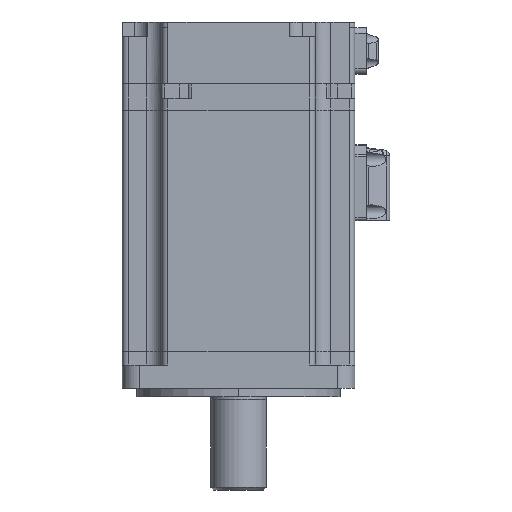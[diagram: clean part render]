
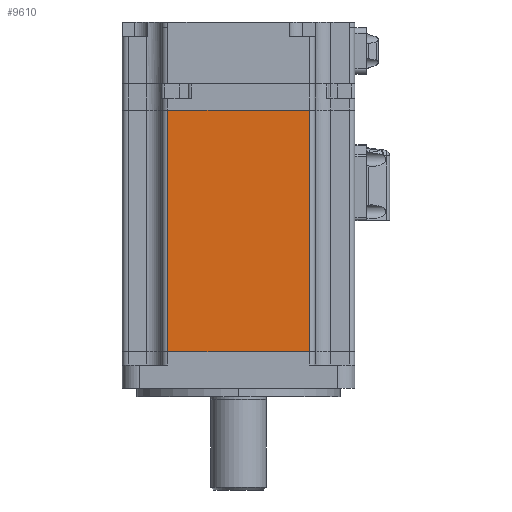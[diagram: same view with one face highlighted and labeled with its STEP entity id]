
A CAD part, front view. The second image highlights one B-rep face of the part: STEP entity #9610.
In plain terms, the highlighted planar face has unit normal (0, -1, 0).
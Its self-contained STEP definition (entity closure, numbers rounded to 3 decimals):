
#29 = CARTESIAN_POINT ( 'NONE',  ( 2.351, 43.954, 32.207 ) ) ;
#353 = PLANE ( 'NONE',  #553 ) ;
#553 = AXIS2_PLACEMENT_3D ( 'NONE', #1276, #2191, #8469 ) ;
#1011 = VECTOR ( 'NONE', #9975, 1000. ) ;
#1251 = FACE_OUTER_BOUND ( 'NONE', #11648, .T. ) ;
#1276 = CARTESIAN_POINT ( 'NONE',  ( 2.351, 43.954, 115.407 ) ) ;
#1278 = CARTESIAN_POINT ( 'NONE',  ( 2.351, 43.954, 115.407 ) ) ;
#1517 = CARTESIAN_POINT ( 'NONE',  ( 50.951, 43.954, 32.207 ) ) ;
#1747 = VECTOR ( 'NONE', #3110, 1000. ) ;
#2080 = ORIENTED_EDGE ( 'NONE', *, *, #2718, .F. ) ;
#2191 = DIRECTION ( 'NONE',  ( 0., 1., 0. ) ) ;
#2273 = EDGE_CURVE ( 'NONE', #5062, #4728, #11647, .T. ) ;
#2718 = EDGE_CURVE ( 'NONE', #3497, #5928, #6838, .T. ) ;
#3110 = DIRECTION ( 'NONE',  ( 0., 0., -1. ) ) ;
#3497 = VERTEX_POINT ( 'NONE', #4358 ) ;
#3886 = VECTOR ( 'NONE', #9561, 1000. ) ;
#4358 = CARTESIAN_POINT ( 'NONE',  ( 50.951, 43.954, 115.407 ) ) ;
#4728 = VERTEX_POINT ( 'NONE', #9474 ) ;
#4965 = VECTOR ( 'NONE', #5473, 1000. ) ;
#5025 = CARTESIAN_POINT ( 'NONE',  ( 2.351, 43.954, 115.407 ) ) ;
#5062 = VERTEX_POINT ( 'NONE', #1278 ) ;
#5473 = DIRECTION ( 'NONE',  ( 1., 0., 0. ) ) ;
#5673 = EDGE_CURVE ( 'NONE', #5062, #3497, #10589, .T. ) ;
#5928 = VERTEX_POINT ( 'NONE', #1517 ) ;
#6704 = EDGE_CURVE ( 'NONE', #4728, #5928, #7347, .T. ) ;
#6838 = LINE ( 'NONE', #9937, #1747 ) ;
#7347 = LINE ( 'NONE', #29, #4965 ) ;
#7683 = ORIENTED_EDGE ( 'NONE', *, *, #6704, .T. ) ;
#8020 = CARTESIAN_POINT ( 'NONE',  ( 2.351, 43.954, 115.407 ) ) ;
#8044 = ORIENTED_EDGE ( 'NONE', *, *, #2273, .T. ) ;
#8469 = DIRECTION ( 'NONE',  ( -1., 0., 0. ) ) ;
#9474 = CARTESIAN_POINT ( 'NONE',  ( 2.351, 43.954, 32.207 ) ) ;
#9561 = DIRECTION ( 'NONE',  ( 0., 0., -1. ) ) ;
#9610 = ADVANCED_FACE ( 'NONE', ( #1251 ), #353, .F. ) ;
#9937 = CARTESIAN_POINT ( 'NONE',  ( 50.951, 43.954, 115.407 ) ) ;
#9975 = DIRECTION ( 'NONE',  ( 1., 0., 0. ) ) ;
#10271 = ORIENTED_EDGE ( 'NONE', *, *, #5673, .F. ) ;
#10589 = LINE ( 'NONE', #8020, #1011 ) ;
#11647 = LINE ( 'NONE', #5025, #3886 ) ;
#11648 = EDGE_LOOP ( 'NONE', ( #7683, #2080, #10271, #8044 ) ) ;
